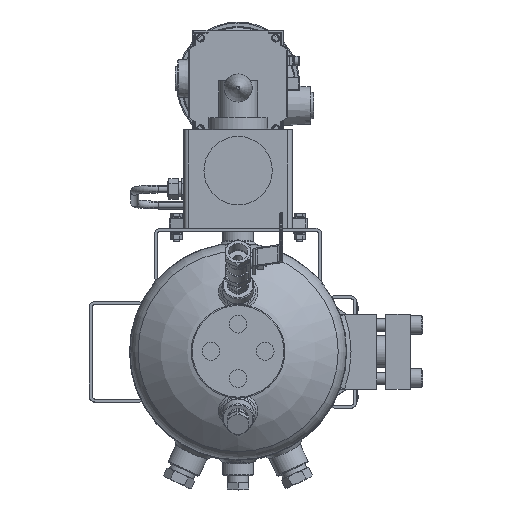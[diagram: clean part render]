
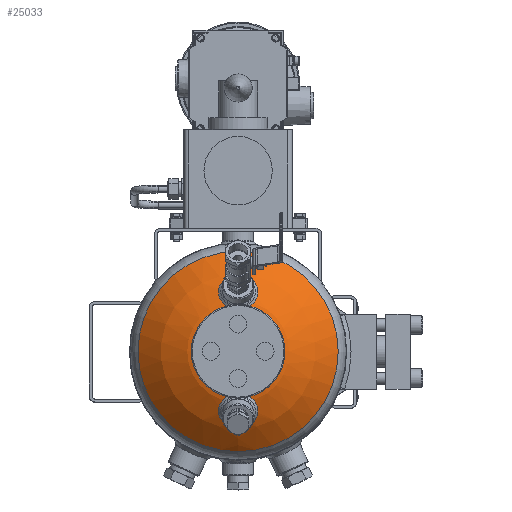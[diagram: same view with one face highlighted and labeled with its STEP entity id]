
A CAD part, top view. The second image highlights one B-rep face of the part: STEP entity #25033.
In plain terms, the highlighted spherical face has radius 140.215 mm.
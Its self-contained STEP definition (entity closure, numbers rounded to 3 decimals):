
#3369=SPHERICAL_SURFACE('',#35220,140.215);
#4862=CIRCLE('',#35221,17.526);
#4863=CIRCLE('',#35222,22.513);
#4864=CIRCLE('',#35223,17.526);
#4865=CIRCLE('',#35224,101.553);
#6282=ORIENTED_EDGE('',*,*,#13311,.T.);
#6283=ORIENTED_EDGE('',*,*,#13312,.T.);
#6284=ORIENTED_EDGE('',*,*,#13313,.T.);
#6285=ORIENTED_EDGE('',*,*,#13314,.F.);
#13311=EDGE_CURVE('',#16838,#16838,#4862,.T.);
#13312=EDGE_CURVE('',#16839,#16839,#4863,.T.);
#13313=EDGE_CURVE('',#16840,#16840,#4864,.T.);
#13314=EDGE_CURVE('',#16841,#16841,#4865,.T.);
#16838=VERTEX_POINT('',#47575);
#16839=VERTEX_POINT('',#47577);
#16840=VERTEX_POINT('',#47579);
#16841=VERTEX_POINT('',#47581);
#19790=EDGE_LOOP('',(#6282));
#19791=EDGE_LOOP('',(#6283));
#19792=EDGE_LOOP('',(#6284));
#19793=EDGE_LOOP('',(#6285));
#22168=FACE_BOUND('',#19790,.T.);
#22169=FACE_BOUND('',#19791,.T.);
#22170=FACE_BOUND('',#19792,.T.);
#22171=FACE_BOUND('',#19793,.T.);
#25033=ADVANCED_FACE('',(#22168,#22169,#22170,#22171),#3369,.T.);
#35220=AXIS2_PLACEMENT_3D('',#47573,#38363,#38364);
#35221=AXIS2_PLACEMENT_3D('',#47574,#38365,#38366);
#35222=AXIS2_PLACEMENT_3D('',#47576,#38367,#38368);
#35223=AXIS2_PLACEMENT_3D('',#47578,#38369,#38370);
#35224=AXIS2_PLACEMENT_3D('',#47580,#38371,#38372);
#38363=DIRECTION('',(0.,0.,-1.));
#38364=DIRECTION('',(-1.,0.,0.));
#38365=DIRECTION('',(-0.435,0.,-0.9));
#38366=DIRECTION('',(-0.9,0.,0.435));
#38367=DIRECTION('',(0.,0.,-1.));
#38368=DIRECTION('',(-1.,0.,0.));
#38369=DIRECTION('',(0.435,0.,-0.9));
#38370=DIRECTION('',(-0.9,0.,-0.435));
#38371=DIRECTION('',(0.,0.,-1.));
#38372=DIRECTION('',(-1.,0.,0.));
#47573=CARTESIAN_POINT('',(0.,0.,-38.615));
#47574=CARTESIAN_POINT('',(60.522,0.,86.646));
#47575=CARTESIAN_POINT('',(44.741,0.,94.27));
#47576=CARTESIAN_POINT('',(0.,0.,99.781));
#47577=CARTESIAN_POINT('',(-22.513,0.,99.781));
#47578=CARTESIAN_POINT('',(-60.522,0.,86.646));
#47579=CARTESIAN_POINT('',(-76.302,0.,79.021));
#47580=CARTESIAN_POINT('',(0.,0.,58.066));
#47581=CARTESIAN_POINT('',(-101.553,0.,58.066));
